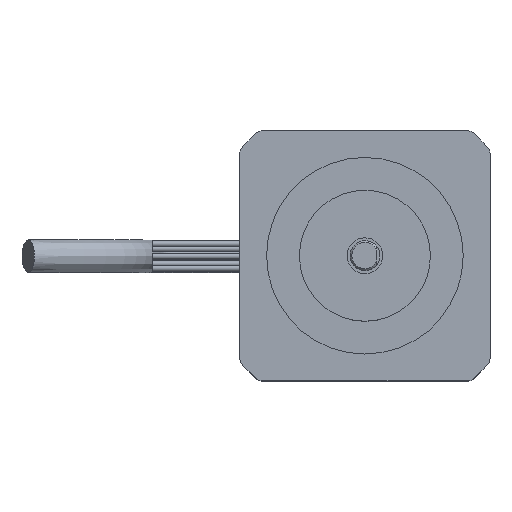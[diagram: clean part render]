
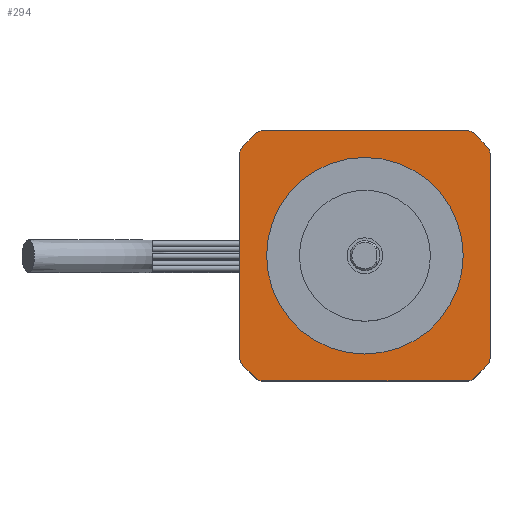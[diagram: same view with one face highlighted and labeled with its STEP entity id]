
A CAD part, top view. The second image highlights one B-rep face of the part: STEP entity #294.
In plain terms, the highlighted planar face has unit normal (0, 0, 1).
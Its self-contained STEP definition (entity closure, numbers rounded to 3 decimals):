
#294 = ADVANCED_FACE( '', ( #693, #694 ), #695, .T. );
#693 = FACE_BOUND( '', #1239, .T. );
#694 = FACE_OUTER_BOUND( '', #1240, .T. );
#695 = PLANE( '', #1241 );
#1239 = EDGE_LOOP( '', ( #2429 ) );
#1240 = EDGE_LOOP( '', ( #2430, #2431, #2432, #2433, #2434, #2435, #2436, #2437, #2438, #2439, #2440, #2441, #2442, #2443, #2444, #2445 ) );
#1241 = AXIS2_PLACEMENT_3D( '', #2446, #2447, #2448 );
#2429 = ORIENTED_EDGE( '', *, *, #3812, .T. );
#2430 = ORIENTED_EDGE( '', *, *, #3813, .T. );
#2431 = ORIENTED_EDGE( '', *, *, #3814, .T. );
#2432 = ORIENTED_EDGE( '', *, *, #3815, .T. );
#2433 = ORIENTED_EDGE( '', *, *, #3816, .T. );
#2434 = ORIENTED_EDGE( '', *, *, #3817, .T. );
#2435 = ORIENTED_EDGE( '', *, *, #3818, .T. );
#2436 = ORIENTED_EDGE( '', *, *, #3819, .T. );
#2437 = ORIENTED_EDGE( '', *, *, #3820, .T. );
#2438 = ORIENTED_EDGE( '', *, *, #3821, .T. );
#2439 = ORIENTED_EDGE( '', *, *, #3822, .T. );
#2440 = ORIENTED_EDGE( '', *, *, #3823, .T. );
#2441 = ORIENTED_EDGE( '', *, *, #3824, .T. );
#2442 = ORIENTED_EDGE( '', *, *, #3825, .T. );
#2443 = ORIENTED_EDGE( '', *, *, #3826, .T. );
#2444 = ORIENTED_EDGE( '', *, *, #3827, .T. );
#2445 = ORIENTED_EDGE( '', *, *, #3828, .T. );
#2446 = CARTESIAN_POINT( '', ( 0., 0., 0. ) );
#2447 = DIRECTION( '', ( 0., 0., 1. ) );
#2448 = DIRECTION( '', ( 1., 0., 0. ) );
#3812 = EDGE_CURVE( '', #4471, #4471, #4472, .T. );
#3813 = EDGE_CURVE( '', #4473, #4474, #4475, .T. );
#3814 = EDGE_CURVE( '', #4474, #4476, #4477, .T. );
#3815 = EDGE_CURVE( '', #4476, #4478, #4479, .T. );
#3816 = EDGE_CURVE( '', #4478, #4480, #4481, .T. );
#3817 = EDGE_CURVE( '', #4480, #4482, #4483, .T. );
#3818 = EDGE_CURVE( '', #4482, #4484, #4485, .T. );
#3819 = EDGE_CURVE( '', #4484, #4486, #4487, .T. );
#3820 = EDGE_CURVE( '', #4486, #4488, #4489, .T. );
#3821 = EDGE_CURVE( '', #4488, #4490, #4491, .T. );
#3822 = EDGE_CURVE( '', #4490, #4492, #4493, .T. );
#3823 = EDGE_CURVE( '', #4492, #4494, #4495, .T. );
#3824 = EDGE_CURVE( '', #4494, #4496, #4497, .T. );
#3825 = EDGE_CURVE( '', #4496, #4498, #4499, .T. );
#3826 = EDGE_CURVE( '', #4498, #4500, #4501, .T. );
#3827 = EDGE_CURVE( '', #4500, #4502, #4503, .T. );
#3828 = EDGE_CURVE( '', #4502, #4473, #4504, .T. );
#4471 = VERTEX_POINT( '', #5376 );
#4472 = CIRCLE( '', #5377, 16.5 );
#4473 = VERTEX_POINT( '', #5378 );
#4474 = VERTEX_POINT( '', #5379 );
#4475 = LINE( '', #5380, #5381 );
#4476 = VERTEX_POINT( '', #5382 );
#4477 = CIRCLE( '', #5383, 1.5 );
#4478 = VERTEX_POINT( '', #5384 );
#4479 = CIRCLE( '', #5385, 27.5 );
#4480 = VERTEX_POINT( '', #5386 );
#4481 = CIRCLE( '', #5387, 1.5 );
#4482 = VERTEX_POINT( '', #5388 );
#4483 = LINE( '', #5389, #5390 );
#4484 = VERTEX_POINT( '', #5391 );
#4485 = CIRCLE( '', #5392, 1.5 );
#4486 = VERTEX_POINT( '', #5393 );
#4487 = CIRCLE( '', #5394, 27.5 );
#4488 = VERTEX_POINT( '', #5395 );
#4489 = CIRCLE( '', #5396, 1.5 );
#4490 = VERTEX_POINT( '', #5397 );
#4491 = LINE( '', #5398, #5399 );
#4492 = VERTEX_POINT( '', #5400 );
#4493 = CIRCLE( '', #5401, 1.5 );
#4494 = VERTEX_POINT( '', #5402 );
#4495 = CIRCLE( '', #5403, 27.5 );
#4496 = VERTEX_POINT( '', #5404 );
#4497 = CIRCLE( '', #5405, 1.5 );
#4498 = VERTEX_POINT( '', #5406 );
#4499 = LINE( '', #5407, #5408 );
#4500 = VERTEX_POINT( '', #5409 );
#4501 = CIRCLE( '', #5410, 1.5 );
#4502 = VERTEX_POINT( '', #5411 );
#4503 = CIRCLE( '', #5412, 27.5 );
#4504 = CIRCLE( '', #5413, 1.5 );
#5376 = CARTESIAN_POINT( '', ( 0., -16.5, 0. ) );
#5377 = AXIS2_PLACEMENT_3D( '', #6530, #6531, #6532 );
#5378 = CARTESIAN_POINT( '', ( 21., -17.197, 0. ) );
#5379 = CARTESIAN_POINT( '', ( 21., 17.197, 0. ) );
#5380 = CARTESIAN_POINT( '', ( 21., -17.755, 0. ) );
#5381 = VECTOR( '', #6533, 1000. );
#5382 = CARTESIAN_POINT( '', ( 20.625, 18.19, 0. ) );
#5383 = AXIS2_PLACEMENT_3D( '', #6534, #6535, #6536 );
#5384 = CARTESIAN_POINT( '', ( 18.19, 20.625, 0. ) );
#5385 = AXIS2_PLACEMENT_3D( '', #6537, #6538, #6539 );
#5386 = CARTESIAN_POINT( '', ( 17.197, 21., 0. ) );
#5387 = AXIS2_PLACEMENT_3D( '', #6540, #6541, #6542 );
#5388 = CARTESIAN_POINT( '', ( -17.197, 21., 0. ) );
#5389 = CARTESIAN_POINT( '', ( 17.755, 21., 0. ) );
#5390 = VECTOR( '', #6543, 1000. );
#5391 = CARTESIAN_POINT( '', ( -18.19, 20.625, 0. ) );
#5392 = AXIS2_PLACEMENT_3D( '', #6544, #6545, #6546 );
#5393 = CARTESIAN_POINT( '', ( -20.625, 18.19, 0. ) );
#5394 = AXIS2_PLACEMENT_3D( '', #6547, #6548, #6549 );
#5395 = CARTESIAN_POINT( '', ( -21., 17.197, 0. ) );
#5396 = AXIS2_PLACEMENT_3D( '', #6550, #6551, #6552 );
#5397 = CARTESIAN_POINT( '', ( -21., -17.197, 0. ) );
#5398 = CARTESIAN_POINT( '', ( -21., 17.755, 0. ) );
#5399 = VECTOR( '', #6553, 1000. );
#5400 = CARTESIAN_POINT( '', ( -20.625, -18.19, 0. ) );
#5401 = AXIS2_PLACEMENT_3D( '', #6554, #6555, #6556 );
#5402 = CARTESIAN_POINT( '', ( -18.19, -20.625, 0. ) );
#5403 = AXIS2_PLACEMENT_3D( '', #6557, #6558, #6559 );
#5404 = CARTESIAN_POINT( '', ( -17.197, -21., 0. ) );
#5405 = AXIS2_PLACEMENT_3D( '', #6560, #6561, #6562 );
#5406 = CARTESIAN_POINT( '', ( 17.197, -21., 0. ) );
#5407 = CARTESIAN_POINT( '', ( -17.755, -21., 0. ) );
#5408 = VECTOR( '', #6563, 1000. );
#5409 = CARTESIAN_POINT( '', ( 18.19, -20.625, 0. ) );
#5410 = AXIS2_PLACEMENT_3D( '', #6564, #6565, #6566 );
#5411 = CARTESIAN_POINT( '', ( 20.625, -18.19, 0. ) );
#5412 = AXIS2_PLACEMENT_3D( '', #6567, #6568, #6569 );
#5413 = AXIS2_PLACEMENT_3D( '', #6570, #6571, #6572 );
#6530 = CARTESIAN_POINT( '', ( 0., 0., 0. ) );
#6531 = DIRECTION( '', ( 0., 0., -1. ) );
#6532 = DIRECTION( '', ( 0., -1., 0. ) );
#6533 = DIRECTION( '', ( 0., 1., 0. ) );
#6534 = CARTESIAN_POINT( '', ( 19.5, 17.197, 0. ) );
#6535 = DIRECTION( '', ( 0., 0., 1. ) );
#6536 = DIRECTION( '', ( 1., 0., 0. ) );
#6537 = CARTESIAN_POINT( '', ( 0., 0., 0. ) );
#6538 = DIRECTION( '', ( 0., 0., 1. ) );
#6539 = DIRECTION( '', ( 1., 0., 0. ) );
#6540 = CARTESIAN_POINT( '', ( 17.197, 19.5, 0. ) );
#6541 = DIRECTION( '', ( 0., 0., 1. ) );
#6542 = DIRECTION( '', ( 1., 0., 0. ) );
#6543 = DIRECTION( '', ( -1., 0., 0. ) );
#6544 = CARTESIAN_POINT( '', ( -17.197, 19.5, 0. ) );
#6545 = DIRECTION( '', ( 0., 0., 1. ) );
#6546 = DIRECTION( '', ( 1., 0., 0. ) );
#6547 = CARTESIAN_POINT( '', ( 0., 0., 0. ) );
#6548 = DIRECTION( '', ( 0., 0., 1. ) );
#6549 = DIRECTION( '', ( 1., 0., 0. ) );
#6550 = CARTESIAN_POINT( '', ( -19.5, 17.197, 0. ) );
#6551 = DIRECTION( '', ( 0., 0., 1. ) );
#6552 = DIRECTION( '', ( 1., 0., 0. ) );
#6553 = DIRECTION( '', ( 0., -1., 0. ) );
#6554 = CARTESIAN_POINT( '', ( -19.5, -17.197, 0. ) );
#6555 = DIRECTION( '', ( 0., 0., 1. ) );
#6556 = DIRECTION( '', ( 1., 0., 0. ) );
#6557 = CARTESIAN_POINT( '', ( 0., 0., 0. ) );
#6558 = DIRECTION( '', ( 0., 0., 1. ) );
#6559 = DIRECTION( '', ( 1., 0., 0. ) );
#6560 = CARTESIAN_POINT( '', ( -17.197, -19.5, 0. ) );
#6561 = DIRECTION( '', ( 0., 0., 1. ) );
#6562 = DIRECTION( '', ( 1., 0., 0. ) );
#6563 = DIRECTION( '', ( 1., 0., 0. ) );
#6564 = CARTESIAN_POINT( '', ( 17.197, -19.5, 0. ) );
#6565 = DIRECTION( '', ( 0., 0., 1. ) );
#6566 = DIRECTION( '', ( 1., 0., 0. ) );
#6567 = CARTESIAN_POINT( '', ( 0., 0., 0. ) );
#6568 = DIRECTION( '', ( 0., 0., 1. ) );
#6569 = DIRECTION( '', ( 1., 0., 0. ) );
#6570 = CARTESIAN_POINT( '', ( 19.5, -17.197, 0. ) );
#6571 = DIRECTION( '', ( 0., 0., 1. ) );
#6572 = DIRECTION( '', ( 1., 0., 0. ) );
